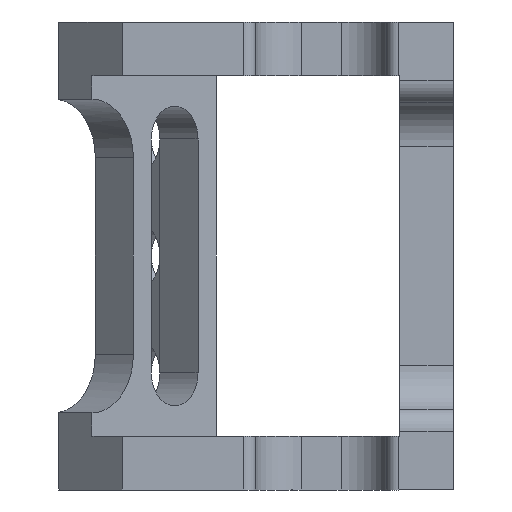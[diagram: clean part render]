
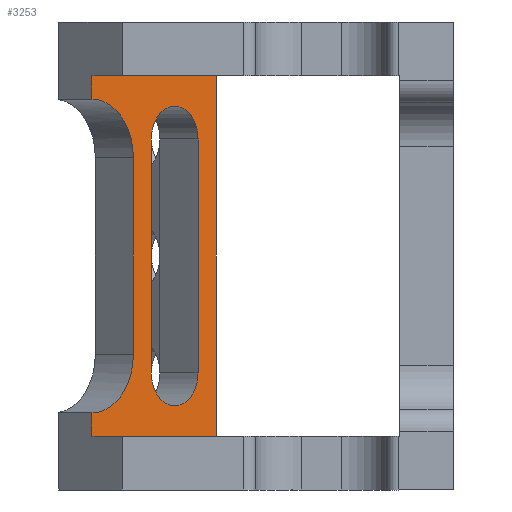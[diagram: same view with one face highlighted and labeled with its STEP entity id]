
A CAD part, left-side view. The second image highlights one B-rep face of the part: STEP entity #3253.
In plain terms, the highlighted planar face has unit normal (-0.707, -0.707, 0).
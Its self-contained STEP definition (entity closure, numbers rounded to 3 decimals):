
#24 = ORIENTED_EDGE ( 'NONE', *, *, #351, .T. ) ;
#25 = ORIENTED_EDGE ( 'NONE', *, *, #350, .T. ) ;
#26 = ORIENTED_EDGE ( 'NONE', *, *, #373, .T. ) ;
#27 = ORIENTED_EDGE ( 'NONE', *, *, #361, .T. ) ;
#28 = ORIENTED_EDGE ( 'NONE', *, *, #244, .T. ) ;
#29 = ORIENTED_EDGE ( 'NONE', *, *, #372, .T. ) ;
#30 = ORIENTED_EDGE ( 'NONE', *, *, #380, .T. ) ;
#31 = ORIENTED_EDGE ( 'NONE', *, *, #352, .T. ) ;
#32 = ORIENTED_EDGE ( 'NONE', *, *, #271, .T. ) ;
#33 = ORIENTED_EDGE ( 'NONE', *, *, #370, .T. ) ;
#34 = ORIENTED_EDGE ( 'NONE', *, *, #369, .F. ) ;
#35 = ORIENTED_EDGE ( 'NONE', *, *, #356, .F. ) ;
#244 = EDGE_CURVE ( 'NONE', #2410, #2627, #1016, .T. ) ;
#271 = EDGE_CURVE ( 'NONE', #2532, #2530, #3343, .T. ) ;
#350 = EDGE_CURVE ( 'NONE', #2538, #2610, #2758, .T. ) ;
#351 = EDGE_CURVE ( 'NONE', #2337, #2538, #2117, .T. ) ;
#352 = EDGE_CURVE ( 'NONE', #2418, #2532, #2762, .T. ) ;
#356 = EDGE_CURVE ( 'NONE', #2410, #2498, #2122, .T. ) ;
#361 = EDGE_CURVE ( 'NONE', #2522, #2337, #2770, .T. ) ;
#369 = EDGE_CURVE ( 'NONE', #2498, #2447, #2165, .T. ) ;
#370 = EDGE_CURVE ( 'NONE', #2530, #2447, #2176, .T. ) ;
#372 = EDGE_CURVE ( 'NONE', #2627, #2480, #2786, .T. ) ;
#373 = EDGE_CURVE ( 'NONE', #2610, #2522, #2171, .T. ) ;
#380 = EDGE_CURVE ( 'NONE', #2480, #2418, #2199, .T. ) ;
#1016 = LINE ( 'NONE', #1023, #3183 ) ;
#1023 = CARTESIAN_POINT ( 'NONE',  ( -86.974, 154.448, 500000. ) ) ;
#1025 = DIRECTION ( 'NONE',  ( 0., 0., -1. ) ) ;
#1112 = EDGE_LOOP ( 'NONE', ( #24, #25, #26, #27 ) ) ;
#1155 = EDGE_LOOP ( 'NONE', ( #28, #29, #30, #31, #32, #33, #34, #35 ) ) ;
#1928 = CARTESIAN_POINT ( 'NONE',  ( -61.571, 129.046, -50. ) ) ;
#1970 = CARTESIAN_POINT ( 'NONE',  ( -86.974, 154.448, 77. ) ) ;
#1978 = CARTESIAN_POINT ( 'NONE',  ( -69.296, 136.771, -42. ) ) ;
#2007 = CARTESIAN_POINT ( 'NONE',  ( -33.941, 101.415, -77. ) ) ;
#2038 = CARTESIAN_POINT ( 'NONE',  ( -69.296, 136.771, 42. ) ) ;
#2053 = CARTESIAN_POINT ( 'NONE',  ( -33.941, 101.415, 77. ) ) ;
#2074 = CARTESIAN_POINT ( 'NONE',  ( -41.666, 109.141, -50. ) ) ;
#2113 = CARTESIAN_POINT ( 'NONE',  ( -61.571, 129.046, -50. ) ) ;
#2117 = LINE ( 'NONE', #2113, #2759 ) ;
#2118 = CARTESIAN_POINT ( 'NONE',  ( -51.619, 119.093, 50. ) ) ;
#2119 = DIRECTION ( 'NONE',  ( 0.707, 0.707, 0. ) ) ;
#2120 = DIRECTION ( 'NONE',  ( -0.707, 0.707, 0. ) ) ;
#2121 = DIRECTION ( 'NONE',  ( 0., 0., 1. ) ) ;
#2122 = LINE ( 'NONE', #2134, #2765 ) ;
#2124 = CARTESIAN_POINT ( 'NONE',  ( -86.974, 154.448, -42. ) ) ;
#2125 = DIRECTION ( 'NONE',  ( 0.707, 0.707, 0. ) ) ;
#2126 = DIRECTION ( 'NONE',  ( -0.707, 0.707, 0. ) ) ;
#2134 = CARTESIAN_POINT ( 'NONE',  ( -86.974, 154.448, 77. ) ) ;
#2135 = DIRECTION ( 'NONE',  ( 0.707, -0.707, 0. ) ) ;
#2151 = CARTESIAN_POINT ( 'NONE',  ( -51.619, 119.093, -50. ) ) ;
#2152 = DIRECTION ( 'NONE',  ( 0.707, 0.707, 0. ) ) ;
#2153 = DIRECTION ( 'NONE',  ( -0.707, 0.707, 0. ) ) ;
#2164 = CARTESIAN_POINT ( 'NONE',  ( -41.666, 109.141, 50. ) ) ;
#2165 = LINE ( 'NONE', #2174, #2778 ) ;
#2171 = LINE ( 'NONE', #2164, #2787 ) ;
#2174 = CARTESIAN_POINT ( 'NONE',  ( -33.941, 101.415, 500000. ) ) ;
#2175 = DIRECTION ( 'NONE',  ( 0., 0., -1. ) ) ;
#2176 = LINE ( 'NONE', #2177, #2784 ) ;
#2177 = CARTESIAN_POINT ( 'NONE',  ( -86.974, 154.448, -77. ) ) ;
#2178 = DIRECTION ( 'NONE',  ( 0.707, -0.707, 0. ) ) ;
#2182 = CARTESIAN_POINT ( 'NONE',  ( -86.974, 154.448, 42. ) ) ;
#2183 = DIRECTION ( 'NONE',  ( 0.707, 0.707, 0. ) ) ;
#2184 = DIRECTION ( 'NONE',  ( -0.707, 0.707, 0. ) ) ;
#2185 = DIRECTION ( 'NONE',  ( 0., 0., -1. ) ) ;
#2194 = CARTESIAN_POINT ( 'NONE',  ( -69.296, 136.771, 67. ) ) ;
#2199 = LINE ( 'NONE', #2194, #2797 ) ;
#2208 = DIRECTION ( 'NONE',  ( 0., 0., -1. ) ) ;
#2337 = VERTEX_POINT ( 'NONE', #1928 ) ;
#2410 = VERTEX_POINT ( 'NONE', #1970 ) ;
#2418 = VERTEX_POINT ( 'NONE', #1978 ) ;
#2447 = VERTEX_POINT ( 'NONE', #2007 ) ;
#2480 = VERTEX_POINT ( 'NONE', #2038 ) ;
#2498 = VERTEX_POINT ( 'NONE', #2053 ) ;
#2522 = VERTEX_POINT ( 'NONE', #2074 ) ;
#2530 = VERTEX_POINT ( 'NONE', #3822 ) ;
#2532 = VERTEX_POINT ( 'NONE', #3824 ) ;
#2538 = VERTEX_POINT ( 'NONE', #3830 ) ;
#2610 = VERTEX_POINT ( 'NONE', #3886 ) ;
#2627 = VERTEX_POINT ( 'NONE', #3889 ) ;
#2758 = CIRCLE ( 'NONE', #2761, 14.075 ) ;
#2759 = VECTOR ( 'NONE', #2121, 1000. ) ;
#2761 = AXIS2_PLACEMENT_3D ( 'NONE', #2118, #2119, #2120 ) ;
#2762 = CIRCLE ( 'NONE', #2764, 25. ) ;
#2764 = AXIS2_PLACEMENT_3D ( 'NONE', #2124, #2125, #2126 ) ;
#2765 = VECTOR ( 'NONE', #2135, 1000. ) ;
#2770 = CIRCLE ( 'NONE', #2775, 14.075 ) ;
#2775 = AXIS2_PLACEMENT_3D ( 'NONE', #2151, #2152, #2153 ) ;
#2778 = VECTOR ( 'NONE', #2175, 1000. ) ;
#2784 = VECTOR ( 'NONE', #2178, 1000. ) ;
#2786 = CIRCLE ( 'NONE', #2788, 25. ) ;
#2787 = VECTOR ( 'NONE', #2185, 1000. ) ;
#2788 = AXIS2_PLACEMENT_3D ( 'NONE', #2182, #2183, #2184 ) ;
#2797 = VECTOR ( 'NONE', #2208, 1000. ) ;
#3001 = AXIS2_PLACEMENT_3D ( 'NONE', #4195, #4196, #4197 ) ;
#3183 = VECTOR ( 'NONE', #1025, 1000. ) ;
#3253 = ADVANCED_FACE ( 'NONE', ( #4184, #4177 ), #4186, .F. ) ;
#3343 = LINE ( 'NONE', #3344, #4760 ) ;
#3344 = CARTESIAN_POINT ( 'NONE',  ( -86.974, 154.448, 500000. ) ) ;
#3345 = DIRECTION ( 'NONE',  ( 0., 0., -1. ) ) ;
#3822 = CARTESIAN_POINT ( 'NONE',  ( -86.974, 154.448, -77. ) ) ;
#3824 = CARTESIAN_POINT ( 'NONE',  ( -86.974, 154.448, -67. ) ) ;
#3830 = CARTESIAN_POINT ( 'NONE',  ( -61.571, 129.046, 50. ) ) ;
#3886 = CARTESIAN_POINT ( 'NONE',  ( -41.666, 109.141, 50. ) ) ;
#3889 = CARTESIAN_POINT ( 'NONE',  ( -86.974, 154.448, 67. ) ) ;
#4177 = FACE_OUTER_BOUND ( 'NONE', #1155, .T. ) ;
#4184 = FACE_BOUND ( 'NONE', #1112, .T. ) ;
#4186 = PLANE ( 'NONE',  #3001 ) ;
#4195 = CARTESIAN_POINT ( 'NONE',  ( -86.974, 154.448, 500000. ) ) ;
#4196 = DIRECTION ( 'NONE',  ( 0.707, 0.707, 0. ) ) ;
#4197 = DIRECTION ( 'NONE',  ( -0.707, 0.707, 0. ) ) ;
#4760 = VECTOR ( 'NONE', #3345, 1000. ) ;
